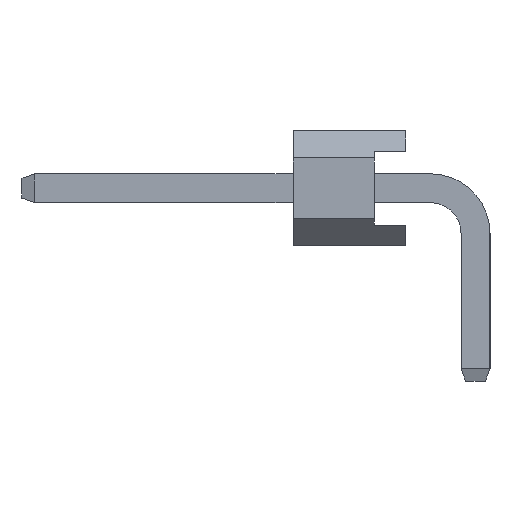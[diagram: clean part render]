
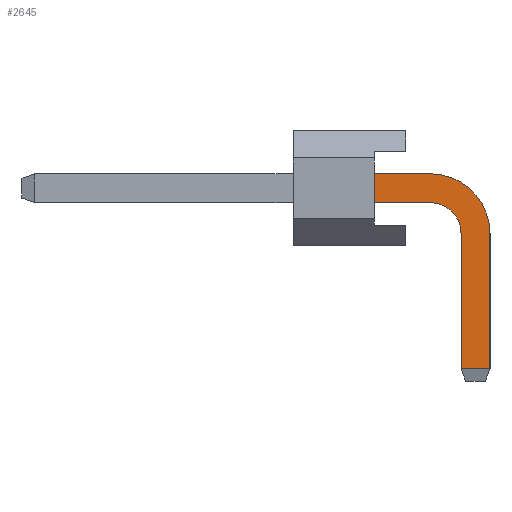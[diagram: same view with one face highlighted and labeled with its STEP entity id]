
A CAD part, left-side view. The second image highlights one B-rep face of the part: STEP entity #2645.
In plain terms, the highlighted planar face has unit normal (-1, 0, 0).
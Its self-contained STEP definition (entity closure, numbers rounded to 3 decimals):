
#2645=ADVANCED_FACE('',(#7361),#7363,.T.);
#7361=FACE_BOUND('',#7362,.T.);
#7362=EDGE_LOOP('',(#11193,#11194,#11195,#11196,#11197,#11198,#11199,#11200));
#7363=PLANE('',#7364);
#7364=AXIS2_PLACEMENT_3D('',#7365,#7366,#7367);
#7365=CARTESIAN_POINT('',(-0.32,0.32,-3.));
#7366=DIRECTION('',(-1.,0.,0.));
#7367=DIRECTION('',(0.,-1.,0.));
#11193=ORIENTED_EDGE('',*,*,#13475,.T.);
#11194=ORIENTED_EDGE('',*,*,#13476,.T.);
#11195=ORIENTED_EDGE('',*,*,#13477,.T.);
#11196=ORIENTED_EDGE('',*,*,#13478,.T.);
#11197=ORIENTED_EDGE('',*,*,#12729,.T.);
#11198=ORIENTED_EDGE('',*,*,#13479,.F.);
#11199=ORIENTED_EDGE('',*,*,#13480,.F.);
#11200=ORIENTED_EDGE('',*,*,#13481,.F.);
#12729=EDGE_CURVE('',#14571,#14572,#14573,.T.);
#13475=EDGE_CURVE('',#15741,#15742,#15743,.T.);
#13476=EDGE_CURVE('',#15742,#15744,#15745,.T.);
#13477=EDGE_CURVE('',#15744,#15746,#15747,.T.);
#13478=EDGE_CURVE('',#15746,#14571,#15748,.T.);
#13479=EDGE_CURVE('',#15749,#14572,#15750,.T.);
#13480=EDGE_CURVE('',#15751,#15749,#15752,.T.);
#13481=EDGE_CURVE('',#15741,#15751,#15753,.T.);
#14571=VERTEX_POINT('',#17713);
#14572=VERTEX_POINT('',#17714);
#14573=LINE('',#17715,#17716);
#15741=VERTEX_POINT('',#20443);
#15742=VERTEX_POINT('',#20444);
#15743=LINE('',#20445,#20446);
#15744=VERTEX_POINT('',#20448);
#15745=LINE('',#20449,#20450);
#15746=VERTEX_POINT('',#20452);
#15747=CIRCLE('',#20453,1.32);
#15748=LINE('',#20457,#20458);
#15749=VERTEX_POINT('',#20460);
#15750=LINE('',#20461,#20462);
#15751=VERTEX_POINT('',#20464);
#15752=CIRCLE('',#20465,0.68);
#15753=LINE('',#20469,#20470);
#17713=CARTESIAN_POINT('',(-0.32,2.24,1.59));
#17714=CARTESIAN_POINT('',(-0.32,2.24,0.95));
#17715=CARTESIAN_POINT('',(-0.32,2.24,1.59));
#17716=VECTOR('',#17717,1.);
#17717=DIRECTION('',(0.,0.,-1.));
#20443=CARTESIAN_POINT('',(-0.32,0.32,-2.725));
#20444=CARTESIAN_POINT('',(-0.32,-0.32,-2.725));
#20445=CARTESIAN_POINT('',(-0.32,0.32,-2.725));
#20446=VECTOR('',#20447,1.);
#20447=DIRECTION('',(0.,-1.,0.));
#20448=CARTESIAN_POINT('',(-0.32,-0.32,0.27));
#20449=CARTESIAN_POINT('',(-0.32,-0.32,-2.725));
#20450=VECTOR('',#20451,1.);
#20451=DIRECTION('',(0.,0.,1.));
#20452=CARTESIAN_POINT('',(-0.32,1.,1.59));
#20453=AXIS2_PLACEMENT_3D('',#20454,#20455,#20456);
#20454=CARTESIAN_POINT('',(-0.32,1.,0.27));
#20455=DIRECTION('',(-1.,-0.,0.));
#20456=DIRECTION('',(0.,-1.,0.));
#20457=CARTESIAN_POINT('',(-0.32,1.,1.59));
#20458=VECTOR('',#20459,1.);
#20459=DIRECTION('',(0.,1.,0.));
#20460=CARTESIAN_POINT('',(-0.32,1.,0.95));
#20461=CARTESIAN_POINT('',(-0.32,1.,0.95));
#20462=VECTOR('',#20463,1.);
#20463=DIRECTION('',(0.,1.,0.));
#20464=CARTESIAN_POINT('',(-0.32,0.32,0.27));
#20465=AXIS2_PLACEMENT_3D('',#20466,#20467,#20468);
#20466=CARTESIAN_POINT('',(-0.32,1.,0.27));
#20467=DIRECTION('',(-1.,-0.,0.));
#20468=DIRECTION('',(0.,-1.,0.));
#20469=CARTESIAN_POINT('',(-0.32,0.32,-2.725));
#20470=VECTOR('',#20471,1.);
#20471=DIRECTION('',(0.,0.,1.));
